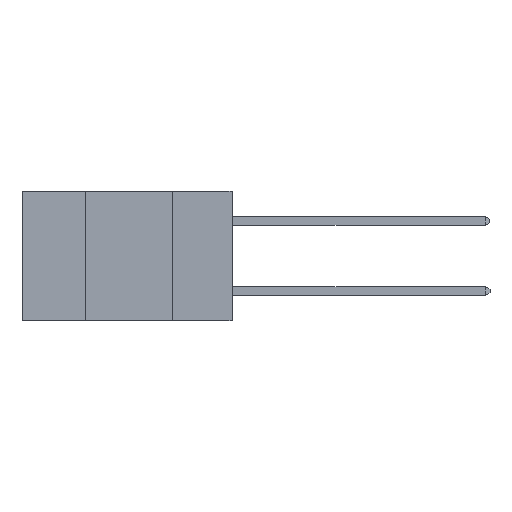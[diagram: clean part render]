
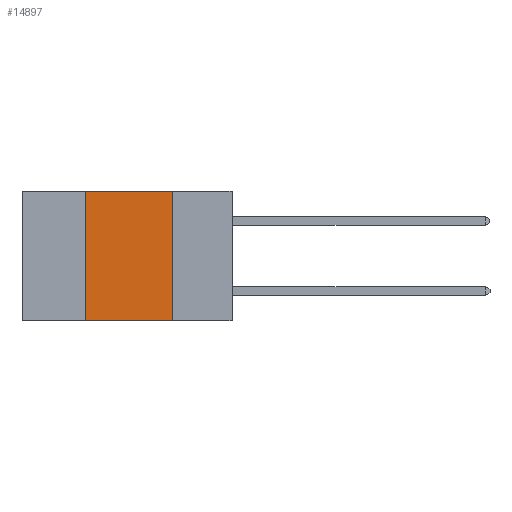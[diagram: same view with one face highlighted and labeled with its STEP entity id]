
A CAD part, left-side view. The second image highlights one B-rep face of the part: STEP entity #14897.
In plain terms, the highlighted planar face has unit normal (-1, 0, 0).
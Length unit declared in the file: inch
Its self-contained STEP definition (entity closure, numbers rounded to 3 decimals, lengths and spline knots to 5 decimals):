
#324 = VERTEX_POINT ( 'NONE', #2883 ) ;
#456 = ORIENTED_EDGE ( 'NONE', *, *, #4050, .F. ) ;
#1324 = PLANE ( 'NONE',  #11227 ) ;
#1614 = CARTESIAN_POINT ( 'NONE',  ( 0., 0.17, -0.37 ) ) ;
#2260 = CARTESIAN_POINT ( 'NONE',  ( 0., 0.6, -0.37 ) ) ;
#2883 = CARTESIAN_POINT ( 'NONE',  ( 0., 0.17, 0. ) ) ;
#3223 = DIRECTION ( 'NONE',  ( 0., 0., -1. ) ) ;
#3354 = CARTESIAN_POINT ( 'NONE',  ( 0., 0.17, 0. ) ) ;
#3549 = VERTEX_POINT ( 'NONE', #15298 ) ;
#3859 = DIRECTION ( 'NONE',  ( 0., -1., 0. ) ) ;
#4050 = EDGE_CURVE ( 'NONE', #18699, #3549, #22741, .T. ) ;
#4375 = LINE ( 'NONE', #3354, #17257 ) ;
#5463 = VECTOR ( 'NONE', #3859, 39.37008 ) ;
#6041 = LINE ( 'NONE', #16138, #5463 ) ;
#6232 = FACE_OUTER_BOUND ( 'NONE', #15363, .T. ) ;
#7641 = DIRECTION ( 'NONE',  ( 0., -1., 0. ) ) ;
#8060 = DIRECTION ( 'NONE',  ( 0., 0., 1. ) ) ;
#9031 = LINE ( 'NONE', #2260, #21847 ) ;
#11172 = EDGE_CURVE ( 'NONE', #18699, #13774, #9031, .T. ) ;
#11227 = AXIS2_PLACEMENT_3D ( 'NONE', #15455, #13829, #3223 ) ;
#13242 = EDGE_CURVE ( 'NONE', #3549, #324, #6041, .T. ) ;
#13774 = VERTEX_POINT ( 'NONE', #1614 ) ;
#13829 = DIRECTION ( 'NONE',  ( 1., 0., 0. ) ) ;
#14677 = CARTESIAN_POINT ( 'NONE',  ( 0., 0.42, -0.37 ) ) ;
#14897 = ADVANCED_FACE ( 'NONE', ( #6232 ), #1324, .F. ) ;
#15298 = CARTESIAN_POINT ( 'NONE',  ( 0., 0.42, 0. ) ) ;
#15363 = EDGE_LOOP ( 'NONE', ( #22586, #18266, #456, #19939 ) ) ;
#15455 = CARTESIAN_POINT ( 'NONE',  ( 0., 0.6, 0. ) ) ;
#16138 = CARTESIAN_POINT ( 'NONE',  ( 0., 0.6, 0. ) ) ;
#17257 = VECTOR ( 'NONE', #22561, 39.37008 ) ;
#18266 = ORIENTED_EDGE ( 'NONE', *, *, #13242, .F. ) ;
#18496 = CARTESIAN_POINT ( 'NONE',  ( 0., 0.42, 0. ) ) ;
#18699 = VERTEX_POINT ( 'NONE', #14677 ) ;
#18703 = VECTOR ( 'NONE', #8060, 39.37008 ) ;
#19883 = EDGE_CURVE ( 'NONE', #324, #13774, #4375, .T. ) ;
#19939 = ORIENTED_EDGE ( 'NONE', *, *, #11172, .T. ) ;
#21847 = VECTOR ( 'NONE', #7641, 39.37008 ) ;
#22561 = DIRECTION ( 'NONE',  ( 0., 0., -1. ) ) ;
#22586 = ORIENTED_EDGE ( 'NONE', *, *, #19883, .F. ) ;
#22741 = LINE ( 'NONE', #18496, #18703 ) ;
